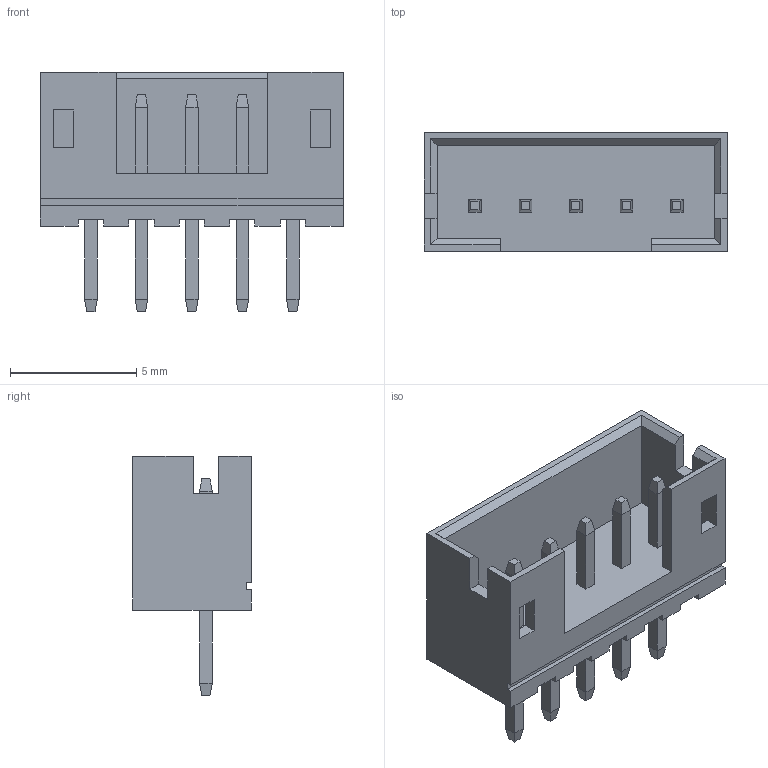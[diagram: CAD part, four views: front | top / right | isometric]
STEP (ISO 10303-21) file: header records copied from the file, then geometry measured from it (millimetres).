
FILE_DESCRIPTION (( 'STEP AP214' ), '1' );
FILE_NAME ('CONN-TH_5P-P2.00_HDGC_HDGC2001WV-5P.STEP', '2022-10-30T07:21:41', ( '' ), ( '' ), 'SwSTEP 2.0', 'SolidWorks 2020', '' );
FILE_SCHEMA (( 'AUTOMOTIVE_DESIGN' ));
Length unit declared in the file: millimetre
Products named in the file (1): CONN-TH_5P-P2.00_HDGC_HDGC2001WV-5P
Bounding box: 12.01 x 4.7 x 9.5 mm (x, y, z)
Volume: 167.3 mm3; surface area: 462.2 mm2
Topology: 1 solids, 1 shells, 373 faces, 988 edges, 644 vertices
Faces by surface type: plane 275, bspline 98
Entity records: 16007 total; most frequent: CARTESIAN_POINT 3312, ORIENTED_EDGE 1976, DIRECTION 1340, EDGE_CURVE 988, VECTOR 788, LINE 788, VERTEX_POINT 644, EDGE_LOOP 404
